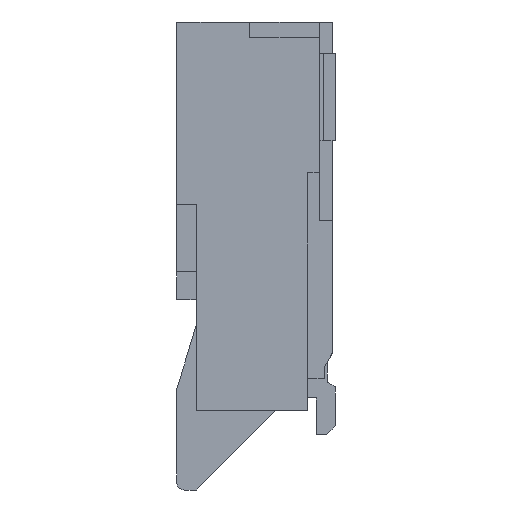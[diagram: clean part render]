
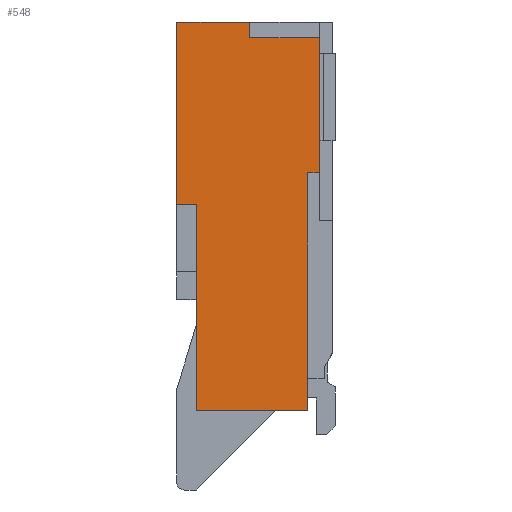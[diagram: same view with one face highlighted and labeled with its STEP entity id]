
A CAD part, left-side view. The second image highlights one B-rep face of the part: STEP entity #548.
In plain terms, the highlighted planar face has unit normal (-1, 0, 0).
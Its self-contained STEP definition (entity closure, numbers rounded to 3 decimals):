
#548=ADVANCED_FACE('NONE',(#2648),#2649,.T.);
#2648=FACE_OUTER_BOUND('',#5882,.T.);
#2649=PLANE('',#5883);
#5882=EDGE_LOOP('',(#12999,#13000,#13001,#13002,#13003,#13004,#13005,#13006,#13007,#13008));
#5883=AXIS2_PLACEMENT_3D('',#13009,#13010,#13011);
#12999=ORIENTED_EDGE('',*,*,#24075,.T.);
#13000=ORIENTED_EDGE('',*,*,#23868,.F.);
#13001=ORIENTED_EDGE('',*,*,#23617,.F.);
#13002=ORIENTED_EDGE('',*,*,#23676,.F.);
#13003=ORIENTED_EDGE('',*,*,#24076,.T.);
#13004=ORIENTED_EDGE('',*,*,#24077,.T.);
#13005=ORIENTED_EDGE('',*,*,#23680,.F.);
#13006=ORIENTED_EDGE('',*,*,#23684,.T.);
#13007=ORIENTED_EDGE('',*,*,#23687,.F.);
#13008=ORIENTED_EDGE('',*,*,#24078,.F.);
#13009=CARTESIAN_POINT('',(-12.25,2.0,-4.9));
#13010=DIRECTION('',(-1.0,0.0,0.0));
#13011=DIRECTION('',(0.0,0.0,1.0));
#23617=EDGE_CURVE('NONE',#29240,#29242,#29243,.T.);
#23676=EDGE_CURVE('NONE',#29329,#29240,#29331,.T.);
#23680=EDGE_CURVE('NONE',#29335,#29337,#29338,.T.);
#23684=EDGE_CURVE('NONE',#29335,#29342,#29344,.T.);
#23687=EDGE_CURVE('NONE',#29348,#29342,#29350,.T.);
#23868=EDGE_CURVE('NONE',#29242,#29705,#29706,.T.);
#24075=EDGE_CURVE('NONE',#30103,#29705,#30104,.T.);
#24076=EDGE_CURVE('NONE',#29329,#30105,#30106,.T.);
#24077=EDGE_CURVE('NONE',#30105,#29337,#30107,.T.);
#24078=EDGE_CURVE('NONE',#30103,#29348,#30108,.T.);
#29240=VERTEX_POINT('NONE',#38412);
#29242=VERTEX_POINT('NONE',#38415);
#29243=LINE('',#38416,#38417);
#29329=VERTEX_POINT('NONE',#38560);
#29331=LINE('',#38563,#38564);
#29335=VERTEX_POINT('NONE',#38570);
#29337=VERTEX_POINT('NONE',#38573);
#29338=LINE('',#38574,#38575);
#29342=VERTEX_POINT('NONE',#38581);
#29344=LINE('',#38584,#38585);
#29348=VERTEX_POINT('NONE',#38590);
#29350=LINE('',#38593,#38594);
#29705=VERTEX_POINT('NONE',#39129);
#29706=LINE('',#39130,#39131);
#30103=VERTEX_POINT('NONE',#39732);
#30104=LINE('',#39733,#39734);
#30105=VERTEX_POINT('NONE',#39735);
#30106=LINE('',#39736,#39737);
#30107=LINE('',#39738,#39739);
#30108=LINE('',#39740,#39741);
#38412=CARTESIAN_POINT('',(-12.25,2.0,-2.3));
#38415=CARTESIAN_POINT('',(-12.25,2.0,0.0));
#38416=CARTESIAN_POINT('',(-12.25,2.0,-4.9));
#38417=VECTOR('',#48387,1000.0);
#38560=CARTESIAN_POINT('',(-12.25,1.75,-2.3));
#38563=CARTESIAN_POINT('',(-12.25,1.75,-2.3));
#38564=VECTOR('',#48446,1000.0);
#38570=CARTESIAN_POINT('',(-12.25,0.35,-1.9));
#38573=CARTESIAN_POINT('',(-12.25,0.35,-4.9));
#38574=CARTESIAN_POINT('',(-12.25,0.35,-4.9));
#38575=VECTOR('',#48450,1000.0);
#38581=CARTESIAN_POINT('',(-12.25,0.2,-1.9));
#38584=CARTESIAN_POINT('',(-12.25,0.35,-1.9));
#38585=VECTOR('',#48454,1000.0);
#38590=CARTESIAN_POINT('',(-12.25,0.2,-0.2));
#38593=CARTESIAN_POINT('',(-12.25,0.2,0.0));
#38594=VECTOR('',#48457,1000.0);
#39129=CARTESIAN_POINT('',(-12.25,1.08,0.0));
#39130=CARTESIAN_POINT('',(-12.25,2.0,0.0));
#39131=VECTOR('',#48638,1000.0);
#39732=CARTESIAN_POINT('',(-12.25,1.08,-0.2));
#39733=CARTESIAN_POINT('',(-12.25,1.08,-0.2));
#39734=VECTOR('',#48849,1000.0);
#39735=CARTESIAN_POINT('',(-12.25,1.75,-4.9));
#39736=CARTESIAN_POINT('',(-12.25,1.75,-4.9));
#39737=VECTOR('',#48850,1000.0);
#39738=CARTESIAN_POINT('',(-12.25,2.0,-4.9));
#39739=VECTOR('',#48851,1000.0);
#39740=CARTESIAN_POINT('',(-12.25,0.2,-0.2));
#39741=VECTOR('',#48852,1000.0);
#48387=DIRECTION('',(0.0,0.0,1.0));
#48446=DIRECTION('',(0.0,1.0,0.0));
#48450=DIRECTION('',(0.0,0.0,-1.0));
#48454=DIRECTION('',(0.0,-1.0,0.0));
#48457=DIRECTION('',(0.0,0.0,-1.0));
#48638=DIRECTION('',(0.0,-1.0,0.0));
#48849=DIRECTION('',(0.0,0.0,1.0));
#48850=DIRECTION('',(0.0,0.0,-1.0));
#48851=DIRECTION('',(0.0,-1.0,0.0));
#48852=DIRECTION('',(0.0,-1.0,0.0));
